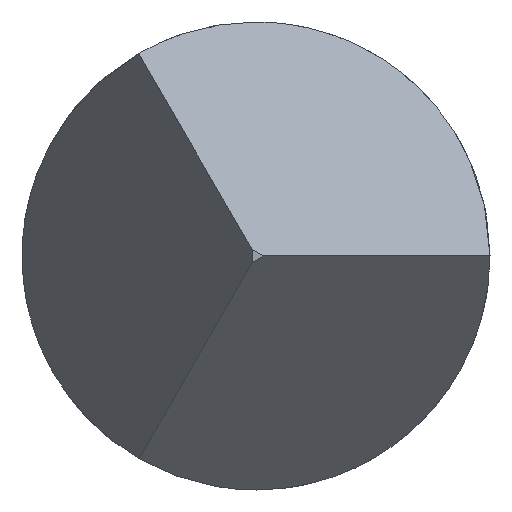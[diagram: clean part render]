
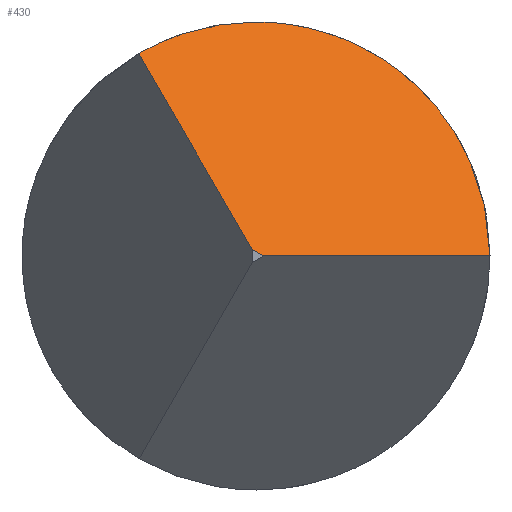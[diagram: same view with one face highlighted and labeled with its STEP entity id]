
A CAD part, left-side view. The second image highlights one B-rep face of the part: STEP entity #430.
In plain terms, the highlighted planar face has unit normal (-0.545, -0.418, 0.727).
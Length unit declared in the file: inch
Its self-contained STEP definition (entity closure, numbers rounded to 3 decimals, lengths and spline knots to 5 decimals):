
#57 = CARTESIAN_POINT ( 'NONE',  ( -0.0039, 0.19984, 0.34485 ) ) ;
#131 = DIRECTION ( 'NONE',  ( 0.61, -0.792, 0.001 ) ) ;
#139 = DIRECTION ( 'NONE',  ( 0.61, 0.397, 0.686 ) ) ;
#144 = ORIENTED_EDGE ( 'NONE', *, *, #715, .F. ) ;
#170 = CARTESIAN_POINT ( 'NONE',  ( 0.00235, -0.40669, 0.00066 ) ) ;
#173 = AXIS2_PLACEMENT_3D ( 'NONE', #391, #1367, #987 ) ;
#181 = CARTESIAN_POINT ( 'NONE',  ( -0.31, -0.001, 0. ) ) ;
#212 = FACE_OUTER_BOUND ( 'NONE', #1132, .T. ) ;
#295 = ORIENTED_EDGE ( 'NONE', *, *, #719, .T. ) ;
#308 = VECTOR ( 'NONE', #131, 39.37008 ) ;
#317 = LINE ( 'NONE', #57, #1153 ) ;
#345 = LINE ( 'NONE', #170, #308 ) ;
#351 = CARTESIAN_POINT ( 'NONE',  ( -0.27975, 0.01076, 0.02942 ) ) ;
#391 = CARTESIAN_POINT ( 'NONE',  ( -0.31, -0.64778, -0.37202 ) ) ;
#430 = ADVANCED_FACE ( 'NONE', ( #212 ), #1430, .T. ) ;
#481 = EDGE_CURVE ( 'NONE', #1130, #521, #639, .T. ) ;
#517 = CARTESIAN_POINT ( 'NONE',  ( -0.28702, -0.03085, 0.00005 ) ) ;
#521 = VERTEX_POINT ( 'NONE', #1015 ) ;
#608 = EDGE_CURVE ( 'NONE', #1163, #1130, #1270, .T. ) ;
#639 =( BOUNDED_CURVE ( )  B_SPLINE_CURVE ( 3, ( #737, #1376, #351, #803 ),
 .UNSPECIFIED., .F., .F. ) 
 B_SPLINE_CURVE_WITH_KNOTS ( ( 4, 4 ),
 ( 0.5236, 1.0472 ),
 .UNSPECIFIED. ) 
 CURVE ( )  GEOMETRIC_REPRESENTATION_ITEM ( )  RATIONAL_B_SPLINE_CURVE ( ( 1., 0.977, 0.977, 1. ) ) 
 REPRESENTATION_ITEM ( '' )  );
#640 = EDGE_CURVE ( 'NONE', #1409, #1122, #990, .T. ) ;
#705 = CARTESIAN_POINT ( 'NONE',  ( -0.26963, 0.00005, 0.03085 ) ) ;
#706 = CARTESIAN_POINT ( 'NONE',  ( -0.31, 0.0005, 0.00087 ) ) ;
#715 = EDGE_CURVE ( 'NONE', #1122, #521, #317, .T. ) ;
#719 = EDGE_CURVE ( 'NONE', #1409, #1163, #345, .T. ) ;
#737 = CARTESIAN_POINT ( 'NONE',  ( -0.26963, 0.00005, 0.03085 ) ) ;
#803 = CARTESIAN_POINT ( 'NONE',  ( -0.28702, 0.01547, 0.02669 ) ) ;
#987 = DIRECTION ( 'NONE',  ( 0.8, 0.001, 0.6 ) ) ;
#990 = LINE ( 'NONE', #1250, #992 ) ;
#992 = VECTOR ( 'NONE', #1281, 39.37008 ) ;
#1015 = CARTESIAN_POINT ( 'NONE',  ( -0.28702, 0.01547, 0.02669 ) ) ;
#1122 = VERTEX_POINT ( 'NONE', #706 ) ;
#1130 = VERTEX_POINT ( 'NONE', #705 ) ;
#1132 = EDGE_LOOP ( 'NONE', ( #1145, #295, #1150, #1167, #144 ) ) ;
#1145 = ORIENTED_EDGE ( 'NONE', *, *, #640, .F. ) ;
#1150 = ORIENTED_EDGE ( 'NONE', *, *, #608, .T. ) ;
#1153 = VECTOR ( 'NONE', #139, 39.37008 ) ;
#1163 = VERTEX_POINT ( 'NONE', #517 ) ;
#1167 = ORIENTED_EDGE ( 'NONE', *, *, #481, .T. ) ;
#1209 = CARTESIAN_POINT ( 'NONE',  ( -0.28702, -0.03085, 0.00005 ) ) ;
#1221 = CARTESIAN_POINT ( 'NONE',  ( -0.26292, -0.03082, 0.01812 ) ) ;
#1225 = CARTESIAN_POINT ( 'NONE',  ( -0.25572, -0.01802, 0.03088 ) ) ;
#1228 = CARTESIAN_POINT ( 'NONE',  ( -0.26963, 0.00005, 0.03085 ) ) ;
#1250 = CARTESIAN_POINT ( 'NONE',  ( -0.31, -0.64778, -0.37202 ) ) ;
#1270 =( BOUNDED_CURVE ( )  B_SPLINE_CURVE ( 3, ( #1209, #1221, #1225, #1228 ),
 .UNSPECIFIED., .F., .F. ) 
 B_SPLINE_CURVE_WITH_KNOTS ( ( 4, 4 ),
 ( 5.23599, 6.80678 ),
 .UNSPECIFIED. ) 
 CURVE ( )  GEOMETRIC_REPRESENTATION_ITEM ( )  RATIONAL_B_SPLINE_CURVE ( ( 1., 0.805, 0.805, 1. ) ) 
 REPRESENTATION_ITEM ( '' )  );
#1281 = DIRECTION ( 'NONE',  ( 0., 0.867, 0.499 ) ) ;
#1367 = DIRECTION ( 'NONE',  ( -0.545, -0.418, 0.727 ) ) ;
#1376 = CARTESIAN_POINT ( 'NONE',  ( -0.27382, 0.0055, 0.03084 ) ) ;
#1409 = VERTEX_POINT ( 'NONE', #181 ) ;
#1430 = PLANE ( 'NONE',  #173 ) ;
